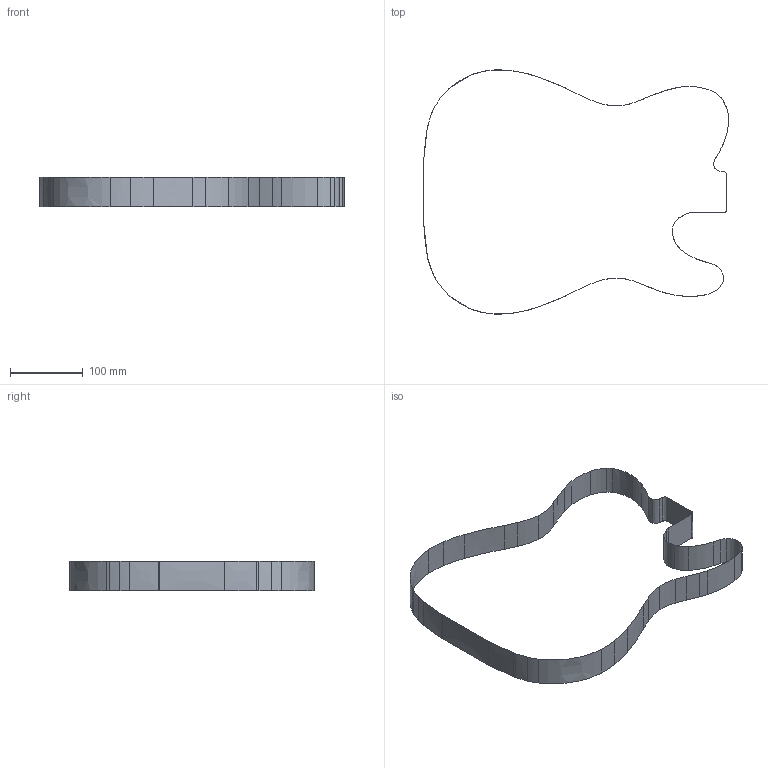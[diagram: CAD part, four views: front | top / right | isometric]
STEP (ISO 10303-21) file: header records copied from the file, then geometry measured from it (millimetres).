
FILE_DESCRIPTION(('FreeCAD Model'),'2;1');
FILE_NAME('guitare 1 103 acier.stp', '2022-01-14T21:34:20',('FreeCAD'),('FreeCAD'), 'Open CASCADE STEP processor 7.3','FreeCAD','Unknown');
FILE_SCHEMA(('AUTOMOTIVE_DESIGN { 1 0 10303 214 1 1 1 1 }'));
Length unit declared in the file: millimetre
Products named in the file (4): Open CASCADE STEP translator 7.3 1; Open CASCADE STEP translator 7.3 1.1; Open CASCADE STEP translator 7.3 1.2; Open CASCADE STEP translator 7.3 1.3
Assembly tree (3 placements, depth 2):
  Open CASCADE STEP translator 7.3 1
    Open CASCADE STEP translator 7.3 1.1
    Open CASCADE STEP translator 7.3 1.2
    Open CASCADE STEP translator 7.3 1.3
Bounding box: 418.45 x 334.54 x 40 mm (x, y, z)
Surface area: 117617.3 mm2 (no closed solid volume)
Topology: 0 solids, 2 shells, 116 faces, 408 edges, 352 vertices
Faces by surface type: extrusion 116
Entity records: 7867 total; most frequent: CARTESIAN_POINT 2562, DIRECTION 706, VECTOR 698, LINE 582, ORIENTED_EDGE 464, PCURVE 464, DEFINITIONAL_REPRESENTATION 464, B_SPLINE_CURVE_WITH_KNOTS 406
